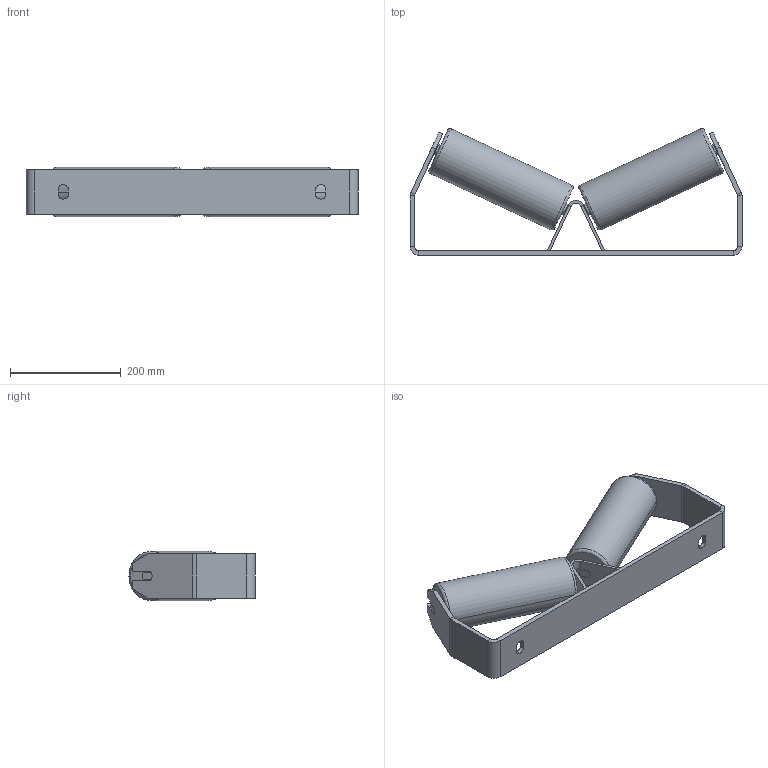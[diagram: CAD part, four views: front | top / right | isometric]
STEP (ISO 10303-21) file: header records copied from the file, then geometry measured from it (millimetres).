
FILE_DESCRIPTION (( 'STEP AP214' ), '1' );
FILE_NAME ('Support SNLM Vé 53301 E73 8 B400 25° sans pincement.step', '2020-02-20T09:11:05', ( '' ), ( '' ), 'SwSTEP 2.0', 'SolidWorks 2019', '' );
FILE_SCHEMA (( 'AUTOMOTIVE_DESIGN' ));
Length unit declared in the file: millimetre
Products named in the file (1): Support SNLM Vé 53301 E73 8 B400 25° sans pincement
Bounding box: 600 x 228.61 x 89 mm (x, y, z)
Volume: 1375404.5 mm3; surface area: 543014.8 mm2
Topology: 4 solids, 6 shells, 232 faces, 573 edges, 366 vertices
Faces by surface type: plane 161, cylinder 46, bspline 17, torus 8
Entity records: 6956 total; most frequent: CARTESIAN_POINT 1393, ORIENTED_EDGE 1146, DIRECTION 1095, EDGE_CURVE 573, VECTOR 415, LINE 415, VERTEX_POINT 366, AXIS2_PLACEMENT_3D 340
